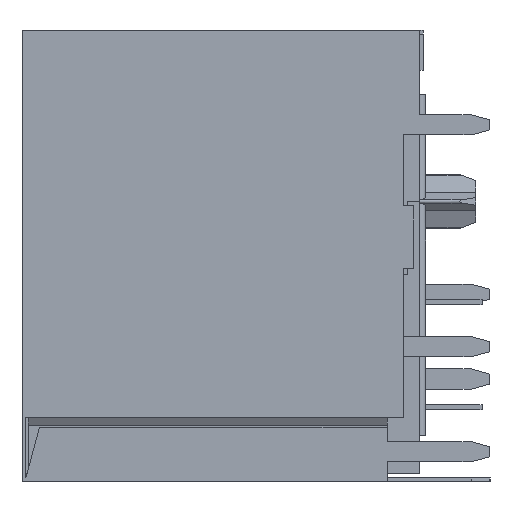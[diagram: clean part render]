
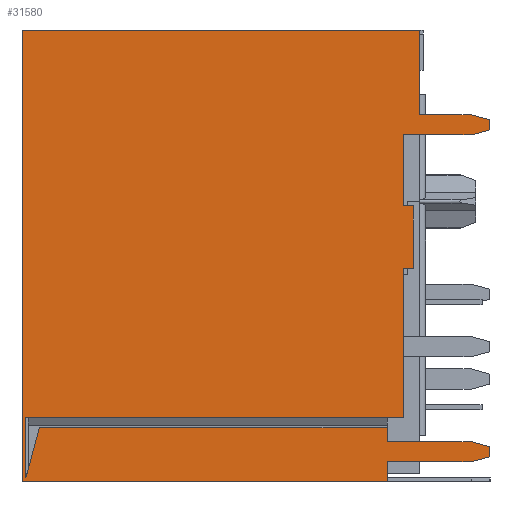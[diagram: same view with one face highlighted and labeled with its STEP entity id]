
A CAD part, left-side view. The second image highlights one B-rep face of the part: STEP entity #31580.
In plain terms, the highlighted planar face has unit normal (-1, 0, 0).
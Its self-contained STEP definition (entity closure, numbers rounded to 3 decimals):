
#72=DIRECTION('',(0.,0.,1.));
#73=VECTOR('',#72,0.889);
#74=CARTESIAN_POINT('',(-29.591,-10.351,-25.913));
#75=LINE('',#74,#73);
#76=DIRECTION('',(0.,-1.,0.));
#77=VECTOR('',#76,5.287);
#78=CARTESIAN_POINT('',(-29.591,-10.351,-25.913));
#79=LINE('',#78,#77);
#80=DIRECTION('',(0.,-0.966,-0.259));
#81=VECTOR('',#80,1.227);
#82=CARTESIAN_POINT('',(-29.591,-15.637,-25.913));
#83=LINE('',#82,#81);
#84=DIRECTION('',(0.,0.,-1.));
#85=VECTOR('',#84,0.635);
#86=CARTESIAN_POINT('',(-29.591,-16.822,-26.231));
#87=LINE('',#86,#85);
#88=DIRECTION('',(0.,0.966,-0.259));
#89=VECTOR('',#88,1.227);
#90=CARTESIAN_POINT('',(-29.591,-16.822,-26.866));
#91=LINE('',#90,#89);
#92=DIRECTION('',(0.,1.,0.));
#93=VECTOR('',#92,5.287);
#94=CARTESIAN_POINT('',(-29.591,-15.637,-27.183));
#95=LINE('',#94,#93);
#96=DIRECTION('',(0.,0.,1.));
#97=VECTOR('',#96,1.265);
#98=CARTESIAN_POINT('',(-29.591,-10.351,-28.448));
#99=LINE('',#98,#97);
#100=DIRECTION('',(0.,1.,0.));
#101=VECTOR('',#100,22.987);
#102=CARTESIAN_POINT('',(-29.591,-10.351,-28.448));
#103=LINE('',#102,#101);
#104=DIRECTION('',(0.,0.,1.));
#105=VECTOR('',#104,28.448);
#106=CARTESIAN_POINT('',(-29.591,12.637,-28.448));
#107=LINE('',#106,#105);
#108=DIRECTION('',(0.,-1.,0.));
#109=VECTOR('',#108,25.024);
#110=CARTESIAN_POINT('',(-29.591,12.637,0.));
#111=LINE('',#110,#109);
#112=DIRECTION('',(0.,0.,-1.));
#113=VECTOR('',#112,5.334);
#114=CARTESIAN_POINT('',(-29.591,-12.388,0.));
#115=LINE('',#114,#113);
#116=DIRECTION('',(0.,-1.,0.));
#117=VECTOR('',#116,3.25);
#118=CARTESIAN_POINT('',(-29.591,-12.388,-5.334));
#119=LINE('',#118,#117);
#120=DIRECTION('',(0.,-0.966,-0.259));
#121=VECTOR('',#120,1.227);
#122=CARTESIAN_POINT('',(-29.591,-15.637,-5.334));
#123=LINE('',#122,#121);
#124=DIRECTION('',(0.,0.,-1.));
#125=VECTOR('',#124,0.635);
#126=CARTESIAN_POINT('',(-29.591,-16.822,-5.652));
#127=LINE('',#126,#125);
#128=DIRECTION('',(0.,0.966,-0.259));
#129=VECTOR('',#128,1.227);
#130=CARTESIAN_POINT('',(-29.591,-16.822,-6.287));
#131=LINE('',#130,#129);
#132=DIRECTION('',(0.,0.,-1.));
#133=VECTOR('',#132,4.47);
#134=CARTESIAN_POINT('',(-29.591,-11.361,-6.604));
#135=LINE('',#134,#133);
#136=DIRECTION('',(0.,-1.,0.));
#137=VECTOR('',#136,0.63);
#138=CARTESIAN_POINT('',(-29.591,-11.361,-11.074));
#139=LINE('',#138,#137);
#140=DIRECTION('',(0.,0.,-1.));
#141=VECTOR('',#140,9.403);
#142=CARTESIAN_POINT('',(-29.591,-11.361,-14.986));
#143=LINE('',#142,#141);
#144=DIRECTION('',(0.,1.,0.));
#145=VECTOR('',#144,1.011);
#146=CARTESIAN_POINT('',(-29.591,-11.361,-24.389));
#147=LINE('',#146,#145);
#148=DIRECTION('',(0.,1.,0.));
#149=VECTOR('',#148,22.606);
#150=CARTESIAN_POINT('',(-29.591,-10.351,-24.389));
#151=LINE('',#150,#149);
#152=DIRECTION('',(0.,1.,0.));
#153=VECTOR('',#152,0.132);
#154=CARTESIAN_POINT('',(-29.591,12.256,-24.389));
#155=LINE('',#154,#153);
#156=DIRECTION('',(0.,-0.259,0.966));
#157=VECTOR('',#156,3.287);
#158=CARTESIAN_POINT('',(-29.591,12.388,-28.199));
#159=LINE('',#158,#157);
#160=DIRECTION('',(0.,1.,0.));
#161=VECTOR('',#160,21.887);
#162=CARTESIAN_POINT('',(-29.591,-10.351,-25.024));
#163=LINE('',#162,#161);
#300=DIRECTION('',(0.,0.,1.));
#301=VECTOR('',#300,3.81);
#302=CARTESIAN_POINT('',(-29.591,12.388,-28.199));
#303=LINE('',#302,#301);
#2651=DIRECTION('',(0.,-1.,0.));
#2652=VECTOR('',#2651,0.63);
#2653=CARTESIAN_POINT('',(-29.591,-11.361,-14.986));
#2654=LINE('',#2653,#2652);
#21757=DIRECTION('',(0.,0.,-1.));
#21758=VECTOR('',#21757,3.912);
#21759=CARTESIAN_POINT('',(-29.591,-11.991,-11.074));
#21760=LINE('',#21759,#21758);
#21789=DIRECTION('',(0.,-1.,0.));
#21790=VECTOR('',#21789,4.276);
#21791=CARTESIAN_POINT('',(-29.591,-11.361,-6.604));
#21792=LINE('',#21791,#21790);
#23977=CARTESIAN_POINT('',(-29.591,12.637,-28.448));
#23978=CARTESIAN_POINT('',(-29.591,12.637,0.));
#23979=VERTEX_POINT('',#23977);
#23980=VERTEX_POINT('',#23978);
#24005=CARTESIAN_POINT('',(-29.591,-12.388,0.));
#24007=VERTEX_POINT('',#24005);
#24507=CARTESIAN_POINT('',(-29.591,-11.991,-11.074));
#24508=VERTEX_POINT('',#24507);
#24519=CARTESIAN_POINT('',(-29.591,-11.991,-14.986));
#24520=VERTEX_POINT('',#24519);
#24645=CARTESIAN_POINT('',(-29.591,-10.351,-28.448));
#24646=VERTEX_POINT('',#24645);
#24889=CARTESIAN_POINT('',(-29.591,12.388,-24.389));
#24890=VERTEX_POINT('',#24889);
#24897=CARTESIAN_POINT('',(-29.591,-10.351,-25.024));
#24899=VERTEX_POINT('',#24897);
#25001=CARTESIAN_POINT('',(-29.591,12.388,-28.199));
#25002=CARTESIAN_POINT('',(-29.591,11.537,-25.024));
#25003=VERTEX_POINT('',#25001);
#25004=VERTEX_POINT('',#25002);
#25067=CARTESIAN_POINT('',(-29.591,-10.351,-24.389));
#25068=CARTESIAN_POINT('',(-29.591,12.256,-24.389));
#25069=VERTEX_POINT('',#25067);
#25070=VERTEX_POINT('',#25068);
#25099=CARTESIAN_POINT('',(-29.591,-15.637,-5.334));
#25100=CARTESIAN_POINT('',(-29.591,-16.822,-5.652));
#25101=VERTEX_POINT('',#25099);
#25102=VERTEX_POINT('',#25100);
#25103=CARTESIAN_POINT('',(-29.591,-16.822,-6.287));
#25104=VERTEX_POINT('',#25103);
#25105=CARTESIAN_POINT('',(-29.591,-15.637,-6.604));
#25106=VERTEX_POINT('',#25105);
#25115=CARTESIAN_POINT('',(-29.591,-12.388,-5.334));
#25117=VERTEX_POINT('',#25115);
#25119=CARTESIAN_POINT('',(-29.591,-15.637,-25.913));
#25120=CARTESIAN_POINT('',(-29.591,-16.822,-26.231));
#25121=VERTEX_POINT('',#25119);
#25122=VERTEX_POINT('',#25120);
#25123=CARTESIAN_POINT('',(-29.591,-16.822,-26.866));
#25124=VERTEX_POINT('',#25123);
#25125=CARTESIAN_POINT('',(-29.591,-15.637,-27.183));
#25126=VERTEX_POINT('',#25125);
#25135=CARTESIAN_POINT('',(-29.591,-10.351,-25.913));
#25137=VERTEX_POINT('',#25135);
#25139=CARTESIAN_POINT('',(-29.591,-10.351,-27.183));
#25141=VERTEX_POINT('',#25139);
#25143=CARTESIAN_POINT('',(-29.591,-11.361,-6.604));
#25144=CARTESIAN_POINT('',(-29.591,-11.361,-11.074));
#25145=VERTEX_POINT('',#25143);
#25146=VERTEX_POINT('',#25144);
#25147=CARTESIAN_POINT('',(-29.591,-11.361,-14.986));
#25148=CARTESIAN_POINT('',(-29.591,-11.361,-24.389));
#25149=VERTEX_POINT('',#25147);
#25150=VERTEX_POINT('',#25148);
#31519=CARTESIAN_POINT('',(-29.591,0.,0.));
#31520=DIRECTION('',(1.,0.,0.));
#31521=DIRECTION('',(0.,0.,-1.));
#31522=AXIS2_PLACEMENT_3D('',#31519,#31520,#31521);
#31523=PLANE('',#31522);
#31525=ORIENTED_EDGE('',*,*,#31524,.F.);
#31527=ORIENTED_EDGE('',*,*,#31526,.T.);
#31529=ORIENTED_EDGE('',*,*,#31528,.T.);
#31531=ORIENTED_EDGE('',*,*,#31530,.T.);
#31533=ORIENTED_EDGE('',*,*,#31532,.T.);
#31535=ORIENTED_EDGE('',*,*,#31534,.T.);
#31537=ORIENTED_EDGE('',*,*,#31536,.F.);
#31539=ORIENTED_EDGE('',*,*,#31538,.T.);
#31541=ORIENTED_EDGE('',*,*,#31540,.T.);
#31543=ORIENTED_EDGE('',*,*,#31542,.T.);
#31545=ORIENTED_EDGE('',*,*,#31544,.T.);
#31547=ORIENTED_EDGE('',*,*,#31546,.T.);
#31549=ORIENTED_EDGE('',*,*,#31548,.T.);
#31551=ORIENTED_EDGE('',*,*,#31550,.T.);
#31553=ORIENTED_EDGE('',*,*,#31552,.T.);
#31555=ORIENTED_EDGE('',*,*,#31554,.F.);
#31557=ORIENTED_EDGE('',*,*,#31556,.T.);
#31559=ORIENTED_EDGE('',*,*,#31558,.T.);
#31561=ORIENTED_EDGE('',*,*,#31560,.T.);
#31563=ORIENTED_EDGE('',*,*,#31562,.F.);
#31565=ORIENTED_EDGE('',*,*,#31564,.T.);
#31567=ORIENTED_EDGE('',*,*,#31566,.T.);
#31569=ORIENTED_EDGE('',*,*,#31568,.T.);
#31571=ORIENTED_EDGE('',*,*,#31570,.T.);
#31573=ORIENTED_EDGE('',*,*,#31572,.F.);
#31575=ORIENTED_EDGE('',*,*,#31574,.T.);
#31577=ORIENTED_EDGE('',*,*,#31576,.F.);
#31578=EDGE_LOOP('',(#31525,#31527,#31529,#31531,#31533,#31535,#31537,#31539,
#31541,#31543,#31545,#31547,#31549,#31551,#31553,#31555,#31557,#31559,#31561,
#31563,#31565,#31567,#31569,#31571,#31573,#31575,#31577));
#31579=FACE_OUTER_BOUND('',#31578,.F.);
#31580=ADVANCED_FACE('',(#31579),#31523,.F.);
#31524=EDGE_CURVE('',#25137,#24899,#75,.T.);
#31526=EDGE_CURVE('',#25137,#25121,#79,.T.);
#31528=EDGE_CURVE('',#25121,#25122,#83,.T.);
#31530=EDGE_CURVE('',#25122,#25124,#87,.T.);
#31532=EDGE_CURVE('',#25124,#25126,#91,.T.);
#31534=EDGE_CURVE('',#25126,#25141,#95,.T.);
#31536=EDGE_CURVE('',#24646,#25141,#99,.T.);
#31538=EDGE_CURVE('',#24646,#23979,#103,.T.);
#31540=EDGE_CURVE('',#23979,#23980,#107,.T.);
#31542=EDGE_CURVE('',#23980,#24007,#111,.T.);
#31544=EDGE_CURVE('',#24007,#25117,#115,.T.);
#31546=EDGE_CURVE('',#25117,#25101,#119,.T.);
#31548=EDGE_CURVE('',#25101,#25102,#123,.T.);
#31550=EDGE_CURVE('',#25102,#25104,#127,.T.);
#31552=EDGE_CURVE('',#25104,#25106,#131,.T.);
#31554=EDGE_CURVE('',#25145,#25106,#21792,.T.);
#31556=EDGE_CURVE('',#25145,#25146,#135,.T.);
#31558=EDGE_CURVE('',#25146,#24508,#139,.T.);
#31560=EDGE_CURVE('',#24508,#24520,#21760,.T.);
#31562=EDGE_CURVE('',#25149,#24520,#2654,.T.);
#31564=EDGE_CURVE('',#25149,#25150,#143,.T.);
#31566=EDGE_CURVE('',#25150,#25069,#147,.T.);
#31568=EDGE_CURVE('',#25069,#25070,#151,.T.);
#31570=EDGE_CURVE('',#25070,#24890,#155,.T.);
#31572=EDGE_CURVE('',#25003,#24890,#303,.T.);
#31574=EDGE_CURVE('',#25003,#25004,#159,.T.);
#31576=EDGE_CURVE('',#24899,#25004,#163,.T.);
